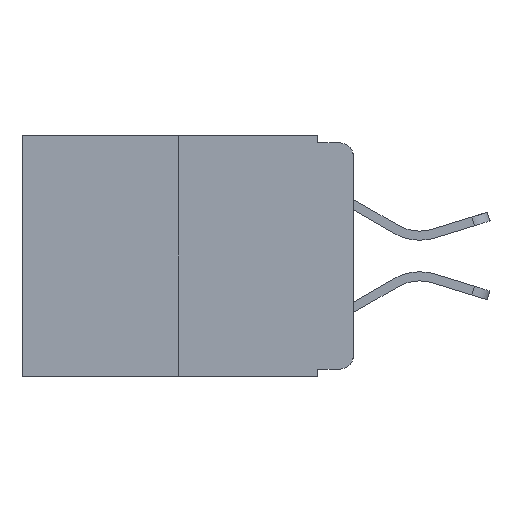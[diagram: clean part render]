
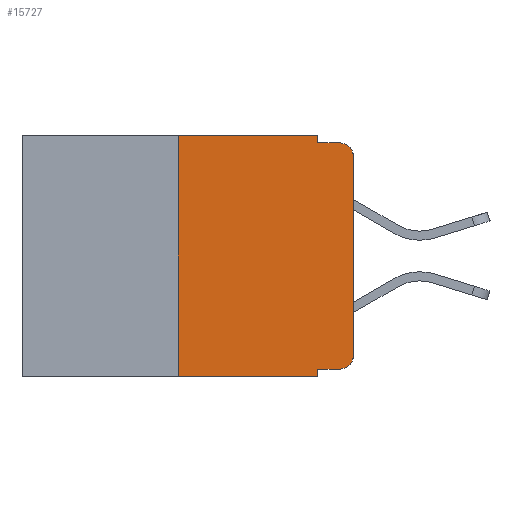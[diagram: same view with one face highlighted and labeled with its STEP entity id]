
A CAD part, left-side view. The second image highlights one B-rep face of the part: STEP entity #15727.
In plain terms, the highlighted planar face has unit normal (-1, 0, 0).
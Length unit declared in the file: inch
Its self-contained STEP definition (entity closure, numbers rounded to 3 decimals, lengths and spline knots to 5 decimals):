
#308 = VERTEX_POINT ( 'NONE', #9940 ) ;
#360 = VECTOR ( 'NONE', #24720, 39.37008 ) ;
#888 = DIRECTION ( 'NONE',  ( 0., 0., -1. ) ) ;
#913 = DIRECTION ( 'NONE',  ( -1., 0., 0. ) ) ;
#1197 = LINE ( 'NONE', #20814, #21730 ) ;
#1635 = ORIENTED_EDGE ( 'NONE', *, *, #22962, .F. ) ;
#1926 = EDGE_CURVE ( 'NONE', #13554, #308, #3815, .T. ) ;
#2120 = LINE ( 'NONE', #8786, #17502 ) ;
#3309 = CARTESIAN_POINT ( 'NONE',  ( 0., 0.473, 0. ) ) ;
#3334 = ORIENTED_EDGE ( 'NONE', *, *, #13779, .T. ) ;
#3694 = EDGE_CURVE ( 'NONE', #20204, #16903, #21025, .T. ) ;
#3815 = CIRCLE ( 'NONE', #17604, 0.02 ) ;
#4085 = VERTEX_POINT ( 'NONE', #17954 ) ;
#4477 = CARTESIAN_POINT ( 'NONE',  ( 0., 0.051, -0.333 ) ) ;
#4530 = DIRECTION ( 'NONE',  ( 0., -1., 0. ) ) ;
#5050 = VERTEX_POINT ( 'NONE', #9188 ) ;
#5098 = ORIENTED_EDGE ( 'NONE', *, *, #3694, .F. ) ;
#5104 = CARTESIAN_POINT ( 'NONE',  ( 0., 0.051, 0. ) ) ;
#5339 = DIRECTION ( 'NONE',  ( 0., 0., -1. ) ) ;
#5722 = LINE ( 'NONE', #22829, #360 ) ;
#5754 = LINE ( 'NONE', #10065, #25398 ) ;
#6530 = DIRECTION ( 'NONE',  ( -1., 0., 0. ) ) ;
#6610 = EDGE_CURVE ( 'NONE', #24182, #13554, #5722, .T. ) ;
#7293 = ORIENTED_EDGE ( 'NONE', *, *, #7449, .F. ) ;
#7449 = EDGE_CURVE ( 'NONE', #4085, #20204, #23247, .T. ) ;
#8331 = VECTOR ( 'NONE', #24887, 39.37008 ) ;
#8625 = LINE ( 'NONE', #9348, #23111 ) ;
#8786 = CARTESIAN_POINT ( 'NONE',  ( 0., 0.473, -0.343 ) ) ;
#9163 = VERTEX_POINT ( 'NONE', #15021 ) ;
#9188 = CARTESIAN_POINT ( 'NONE',  ( 0., 0., -0.03 ) ) ;
#9348 = CARTESIAN_POINT ( 'NONE',  ( 0., 0.051, 0. ) ) ;
#9940 = CARTESIAN_POINT ( 'NONE',  ( 0., 0., -0.313 ) ) ;
#10065 = CARTESIAN_POINT ( 'NONE',  ( 0., 0., 0. ) ) ;
#10234 = ORIENTED_EDGE ( 'NONE', *, *, #11082, .T. ) ;
#10490 = VECTOR ( 'NONE', #4530, 39.37008 ) ;
#10724 = CARTESIAN_POINT ( 'NONE',  ( 0., 0.02, -0.313 ) ) ;
#11082 = EDGE_CURVE ( 'NONE', #4085, #24968, #2120, .T. ) ;
#11402 = DIRECTION ( 'NONE',  ( 0., 0., -1. ) ) ;
#11986 = EDGE_CURVE ( 'NONE', #24182, #24968, #8625, .T. ) ;
#12358 = ORIENTED_EDGE ( 'NONE', *, *, #11986, .F. ) ;
#12848 = EDGE_LOOP ( 'NONE', ( #3334, #24215, #1635, #21725, #5098, #7293, #10234, #12358, #14498, #14043 ) ) ;
#12913 = AXIS2_PLACEMENT_3D ( 'NONE', #18511, #6530, #20441 ) ;
#13264 = EDGE_CURVE ( 'NONE', #5050, #20354, #16454, .T. ) ;
#13283 = CARTESIAN_POINT ( 'NONE',  ( 0., 0.051, 0. ) ) ;
#13509 = CARTESIAN_POINT ( 'NONE',  ( 0., 0.25, 0. ) ) ;
#13554 = VERTEX_POINT ( 'NONE', #15399 ) ;
#13779 = EDGE_CURVE ( 'NONE', #308, #5050, #5754, .T. ) ;
#14043 = ORIENTED_EDGE ( 'NONE', *, *, #1926, .T. ) ;
#14498 = ORIENTED_EDGE ( 'NONE', *, *, #6610, .T. ) ;
#15021 = CARTESIAN_POINT ( 'NONE',  ( 0., 0.051, -0.01 ) ) ;
#15399 = CARTESIAN_POINT ( 'NONE',  ( 0., 0.02, -0.333 ) ) ;
#15548 = DIRECTION ( 'NONE',  ( 0., 0., 1. ) ) ;
#15727 = ADVANCED_FACE ( 'NONE', ( #17416 ), #24921, .F. ) ;
#16454 = CIRCLE ( 'NONE', #12913, 0.02 ) ;
#16722 = DIRECTION ( 'NONE',  ( 0., -1., 0. ) ) ;
#16903 = VERTEX_POINT ( 'NONE', #5104 ) ;
#17364 = DIRECTION ( 'NONE',  ( 1., 0., 0. ) ) ;
#17416 = FACE_OUTER_BOUND ( 'NONE', #12848, .T. ) ;
#17502 = VECTOR ( 'NONE', #16722, 39.37008 ) ;
#17604 = AXIS2_PLACEMENT_3D ( 'NONE', #10724, #913, #888 ) ;
#17954 = CARTESIAN_POINT ( 'NONE',  ( 0., 0.25, -0.343 ) ) ;
#18511 = CARTESIAN_POINT ( 'NONE',  ( 0., 0.02, -0.03 ) ) ;
#18962 = LINE ( 'NONE', #13283, #8331 ) ;
#20204 = VERTEX_POINT ( 'NONE', #24160 ) ;
#20354 = VERTEX_POINT ( 'NONE', #20846 ) ;
#20428 = EDGE_CURVE ( 'NONE', #16903, #9163, #18962, .T. ) ;
#20441 = DIRECTION ( 'NONE',  ( 0., 0., -1. ) ) ;
#20814 = CARTESIAN_POINT ( 'NONE',  ( 0., 0.051, -0.01 ) ) ;
#20846 = CARTESIAN_POINT ( 'NONE',  ( 0., 0.02, -0.01 ) ) ;
#21025 = LINE ( 'NONE', #23081, #10490 ) ;
#21725 = ORIENTED_EDGE ( 'NONE', *, *, #20428, .F. ) ;
#21730 = VECTOR ( 'NONE', #22712, 39.37008 ) ;
#22657 = VECTOR ( 'NONE', #15548, 39.37008 ) ;
#22712 = DIRECTION ( 'NONE',  ( 0., -1., 0. ) ) ;
#22829 = CARTESIAN_POINT ( 'NONE',  ( 0., 0.051, -0.333 ) ) ;
#22962 = EDGE_CURVE ( 'NONE', #9163, #20354, #1197, .T. ) ;
#23081 = CARTESIAN_POINT ( 'NONE',  ( 0., 0.473, 0. ) ) ;
#23111 = VECTOR ( 'NONE', #11402, 39.37008 ) ;
#23247 = LINE ( 'NONE', #13509, #22657 ) ;
#23800 = DIRECTION ( 'NONE',  ( 0., 0., 1. ) ) ;
#24160 = CARTESIAN_POINT ( 'NONE',  ( 0., 0.25, 0. ) ) ;
#24182 = VERTEX_POINT ( 'NONE', #4477 ) ;
#24215 = ORIENTED_EDGE ( 'NONE', *, *, #13264, .T. ) ;
#24652 = CARTESIAN_POINT ( 'NONE',  ( 0., 0.051, -0.343 ) ) ;
#24720 = DIRECTION ( 'NONE',  ( 0., -1., 0. ) ) ;
#24887 = DIRECTION ( 'NONE',  ( 0., 0., -1. ) ) ;
#24921 = PLANE ( 'NONE',  #25325 ) ;
#24968 = VERTEX_POINT ( 'NONE', #24652 ) ;
#25325 = AXIS2_PLACEMENT_3D ( 'NONE', #3309, #17364, #5339 ) ;
#25398 = VECTOR ( 'NONE', #23800, 39.37008 ) ;
